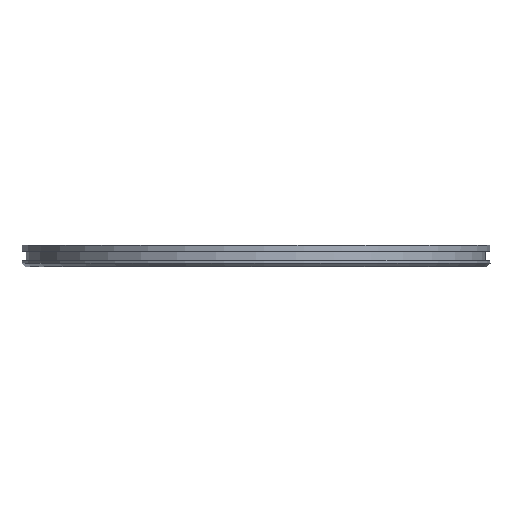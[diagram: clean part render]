
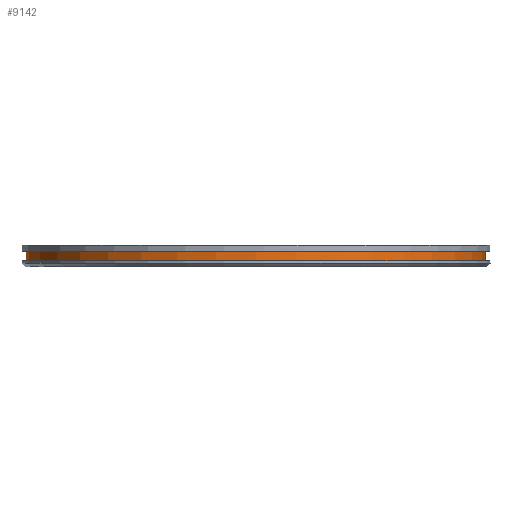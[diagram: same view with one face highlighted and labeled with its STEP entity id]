
A CAD part, left-side view. The second image highlights one B-rep face of the part: STEP entity #9142.
In plain terms, the highlighted cylindrical face has radius 50.317 mm (diameter 100.635 mm), a partial arc.
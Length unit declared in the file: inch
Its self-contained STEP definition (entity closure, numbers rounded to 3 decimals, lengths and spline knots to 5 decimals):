
#636=DIRECTION('',(0.,0.,-1.));
#637=VECTOR('',#636,0.08);
#638=CARTESIAN_POINT('',(0.,1.981,-0.054));
#639=LINE('',#638,#637);
#640=CARTESIAN_POINT('',(0.,0.,-0.054));
#641=DIRECTION('',(0.,0.,1.));
#642=DIRECTION('',(0.,1.,0.));
#643=AXIS2_PLACEMENT_3D('',#640,#641,#642);
#645=DIRECTION('',(0.,0.,-1.));
#646=VECTOR('',#645,0.08);
#647=CARTESIAN_POINT('',(0.,-1.981,-0.054));
#648=LINE('',#647,#646);
#649=CARTESIAN_POINT('',(0.,0.,-0.134));
#650=DIRECTION('',(0.,0.,1.));
#651=DIRECTION('',(0.,1.,0.));
#652=AXIS2_PLACEMENT_3D('',#649,#650,#651);
#7295=CARTESIAN_POINT('',(0.,1.981,-0.054));
#7296=CARTESIAN_POINT('',(0.,1.981,-0.134));
#7297=VERTEX_POINT('',#7295);
#7298=VERTEX_POINT('',#7296);
#7299=CARTESIAN_POINT('',(0.,-1.981,-0.054));
#7300=CARTESIAN_POINT('',(0.,-1.981,-0.134));
#7301=VERTEX_POINT('',#7299);
#7302=VERTEX_POINT('',#7300);
#9130=CARTESIAN_POINT('',(0.,0.,-0.05));
#9131=DIRECTION('',(0.,0.,-1.));
#9132=DIRECTION('',(0.,-1.,0.));
#9133=AXIS2_PLACEMENT_3D('',#9130,#9131,#9132);
#9134=CYLINDRICAL_SURFACE('',#9133,1.981);
#9135=ORIENTED_EDGE('',*,*,#9120,.F.);
#9136=ORIENTED_EDGE('',*,*,#9110,.T.);
#9137=ORIENTED_EDGE('',*,*,#9124,.T.);
#9139=ORIENTED_EDGE('',*,*,#9138,.F.);
#9140=EDGE_LOOP('',(#9135,#9136,#9137,#9139));
#9141=FACE_OUTER_BOUND('',#9140,.F.);
#9142=ADVANCED_FACE('',(#9141),#9134,.T.);
#644=CIRCLE('',#643,1.981);
#653=CIRCLE('',#652,1.981);
#9110=EDGE_CURVE('',#7297,#7301,#644,.T.);
#9120=EDGE_CURVE('',#7297,#7298,#639,.T.);
#9124=EDGE_CURVE('',#7301,#7302,#648,.T.);
#9138=EDGE_CURVE('',#7298,#7302,#653,.T.);
